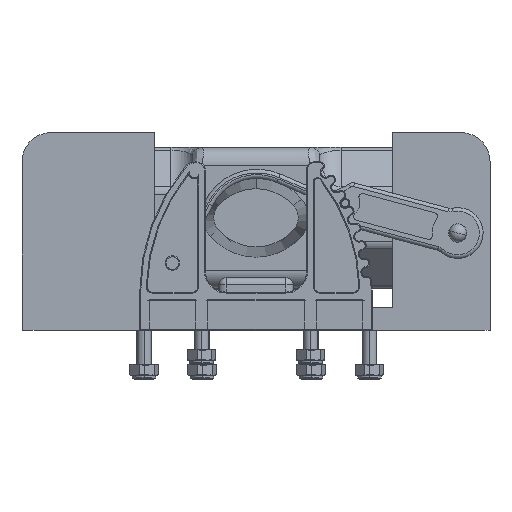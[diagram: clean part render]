
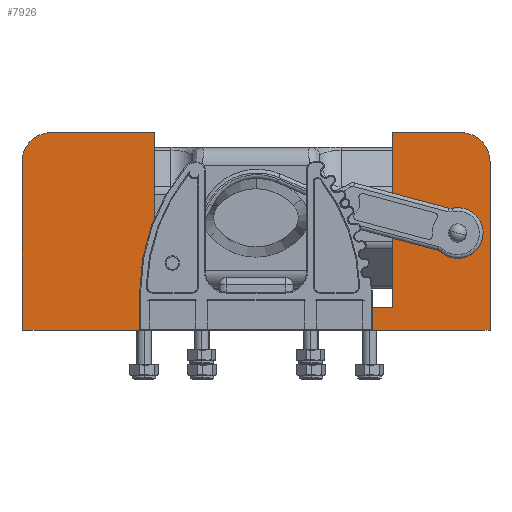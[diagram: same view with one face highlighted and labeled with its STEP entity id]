
A CAD part, front view. The second image highlights one B-rep face of the part: STEP entity #7926.
In plain terms, the highlighted planar face has unit normal (0, -1, 0).
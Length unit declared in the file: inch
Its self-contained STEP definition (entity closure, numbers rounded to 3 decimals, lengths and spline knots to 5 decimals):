
#5143 = EDGE_CURVE ( 'NONE', #9049, #9050, #19342, .T. ) ;
#5176 = EDGE_CURVE ( 'NONE', #9084, #9081, #19387, .T. ) ;
#5208 = EDGE_CURVE ( 'NONE', #9105, #9106, #19470, .T. ) ;
#5220 = EDGE_CURVE ( 'NONE', #9106, #9084, #19481, .T. ) ;
#5227 = EDGE_CURVE ( 'NONE', #9050, #9108, #19485, .T. ) ;
#5237 = EDGE_CURVE ( 'NONE', #9108, #9110, #19474, .T. ) ;
#5254 = EDGE_CURVE ( 'NONE', #9110, #9105, #19491, .T. ) ;
#5256 = EDGE_CURVE ( 'NONE', #9115, #9114, #19501, .T. ) ;
#5258 = EDGE_CURVE ( 'NONE', #9115, #9049, #19499, .T. ) ;
#5263 = EDGE_CURVE ( 'NONE', #9114, #9081, #19493, .T. ) ;
#7926 = ADVANCED_FACE ( 'NONE', ( #31458 ), #32181, .T. ) ;
#9049 = VERTEX_POINT ( 'NONE', #47245 ) ;
#9050 = VERTEX_POINT ( 'NONE', #47246 ) ;
#9081 = VERTEX_POINT ( 'NONE', #47277 ) ;
#9084 = VERTEX_POINT ( 'NONE', #47280 ) ;
#9105 = VERTEX_POINT ( 'NONE', #47301 ) ;
#9106 = VERTEX_POINT ( 'NONE', #47302 ) ;
#9108 = VERTEX_POINT ( 'NONE', #47304 ) ;
#9110 = VERTEX_POINT ( 'NONE', #47306 ) ;
#9114 = VERTEX_POINT ( 'NONE', #47310 ) ;
#9115 = VERTEX_POINT ( 'NONE', #47311 ) ;
#9854 = ORIENTED_EDGE ( 'NONE', *, *, #5263, .T. ) ;
#9855 = ORIENTED_EDGE ( 'NONE', *, *, #5176, .F. ) ;
#9856 = ORIENTED_EDGE ( 'NONE', *, *, #5220, .F. ) ;
#9857 = ORIENTED_EDGE ( 'NONE', *, *, #5208, .F. ) ;
#9858 = ORIENTED_EDGE ( 'NONE', *, *, #5254, .F. ) ;
#9859 = ORIENTED_EDGE ( 'NONE', *, *, #5237, .F. ) ;
#9860 = ORIENTED_EDGE ( 'NONE', *, *, #5227, .F. ) ;
#9861 = ORIENTED_EDGE ( 'NONE', *, *, #5143, .F. ) ;
#9862 = ORIENTED_EDGE ( 'NONE', *, *, #5258, .F. ) ;
#9863 = ORIENTED_EDGE ( 'NONE', *, *, #5256, .T. ) ;
#16517 = EDGE_LOOP ( 'NONE', ( #9854, #9855, #9856, #9857, #9858, #9859, #9860, #9861, #9862, #9863 ) ) ;
#19342 = LINE ( 'NONE', #22942, #19382 ) ;
#19382 = VECTOR ( 'NONE', #22948, 39.37008 ) ;
#19387 = LINE ( 'NONE', #23577, #19421 ) ;
#19421 = VECTOR ( 'NONE', #23593, 39.37008 ) ;
#19470 = LINE ( 'NONE', #23721, #19471 ) ;
#19471 = VECTOR ( 'NONE', #23723, 39.37008 ) ;
#19474 = LINE ( 'NONE', #23791, #19484 ) ;
#19481 = CIRCLE ( 'NONE', #19792, 0.5 ) ;
#19484 = VECTOR ( 'NONE', #23793, 39.37008 ) ;
#19485 = CIRCLE ( 'NONE', #19795, 0.5 ) ;
#19491 = LINE ( 'NONE', #23835, #19497 ) ;
#19493 = LINE ( 'NONE', #23844, #19507 ) ;
#19497 = VECTOR ( 'NONE', #23837, 39.37008 ) ;
#19499 = LINE ( 'NONE', #23821, #19503 ) ;
#19501 = LINE ( 'NONE', #23840, #19502 ) ;
#19502 = VECTOR ( 'NONE', #23842, 39.37008 ) ;
#19503 = VECTOR ( 'NONE', #23847, 39.37008 ) ;
#19507 = VECTOR ( 'NONE', #23858, 39.37008 ) ;
#19792 = AXIS2_PLACEMENT_3D ( 'NONE', #23742, #23750, #23752 ) ;
#19795 = AXIS2_PLACEMENT_3D ( 'NONE', #23747, #23769, #23771 ) ;
#20198 = AXIS2_PLACEMENT_3D ( 'NONE', #32184, #32193, #32194 ) ;
#22942 = CARTESIAN_POINT ( 'NONE',  ( -3.525, 0., 3.4 ) ) ;
#22948 = DIRECTION ( 'NONE',  ( 1., 0., 0. ) ) ;
#23577 = CARTESIAN_POINT ( 'NONE',  ( -3.525, 0., 3.4 ) ) ;
#23593 = DIRECTION ( 'NONE',  ( 1., 0., 0. ) ) ;
#23721 = CARTESIAN_POINT ( 'NONE',  ( -4.025, 0., 0. ) ) ;
#23723 = DIRECTION ( 'NONE',  ( 0., 0., 1. ) ) ;
#23742 = CARTESIAN_POINT ( 'NONE',  ( -3.525, 0., 2.9 ) ) ;
#23747 = CARTESIAN_POINT ( 'NONE',  ( 3.525, 0., 2.9 ) ) ;
#23750 = DIRECTION ( 'NONE',  ( 0., 1., 0. ) ) ;
#23752 = DIRECTION ( 'NONE',  ( 0., 0., -1. ) ) ;
#23769 = DIRECTION ( 'NONE',  ( 0., 1., 0. ) ) ;
#23771 = DIRECTION ( 'NONE',  ( 0., 0., -1. ) ) ;
#23791 = CARTESIAN_POINT ( 'NONE',  ( 4.025, 0., 0. ) ) ;
#23793 = DIRECTION ( 'NONE',  ( 0., 0., -1. ) ) ;
#23821 = CARTESIAN_POINT ( 'NONE',  ( 2.35, 0., -4.74004 ) ) ;
#23835 = CARTESIAN_POINT ( 'NONE',  ( -4.025, 0., 0. ) ) ;
#23837 = DIRECTION ( 'NONE',  ( -1., 0., 0. ) ) ;
#23840 = CARTESIAN_POINT ( 'NONE',  ( -1.75, 0., 0.4 ) ) ;
#23842 = DIRECTION ( 'NONE',  ( -1., 0., 0. ) ) ;
#23844 = CARTESIAN_POINT ( 'NONE',  ( -1.75, 0., -4.74004 ) ) ;
#23847 = DIRECTION ( 'NONE',  ( 0., 0., 1. ) ) ;
#23858 = DIRECTION ( 'NONE',  ( 0., 0., 1. ) ) ;
#31458 = FACE_OUTER_BOUND ( 'NONE', #16517, .T. ) ;
#32181 = PLANE ( 'NONE',  #20198 ) ;
#32184 = CARTESIAN_POINT ( 'NONE',  ( -3.525, 0., 2.9 ) ) ;
#32193 = DIRECTION ( 'NONE',  ( 0., -1., 0. ) ) ;
#32194 = DIRECTION ( 'NONE',  ( 0., 0., -1. ) ) ;
#47245 = CARTESIAN_POINT ( 'NONE',  ( 2.35, 0., 3.4 ) ) ;
#47246 = CARTESIAN_POINT ( 'NONE',  ( 3.525, 0., 3.4 ) ) ;
#47277 = CARTESIAN_POINT ( 'NONE',  ( -1.75, 0., 3.4 ) ) ;
#47280 = CARTESIAN_POINT ( 'NONE',  ( -3.525, 0., 3.4 ) ) ;
#47301 = CARTESIAN_POINT ( 'NONE',  ( -4.025, 0., 0. ) ) ;
#47302 = CARTESIAN_POINT ( 'NONE',  ( -4.025, 0., 2.9 ) ) ;
#47304 = CARTESIAN_POINT ( 'NONE',  ( 4.025, 0., 2.9 ) ) ;
#47306 = CARTESIAN_POINT ( 'NONE',  ( 4.025, 0., 0. ) ) ;
#47310 = CARTESIAN_POINT ( 'NONE',  ( -1.75, 0., 0.4 ) ) ;
#47311 = CARTESIAN_POINT ( 'NONE',  ( 2.35, 0., 0.4 ) ) ;
